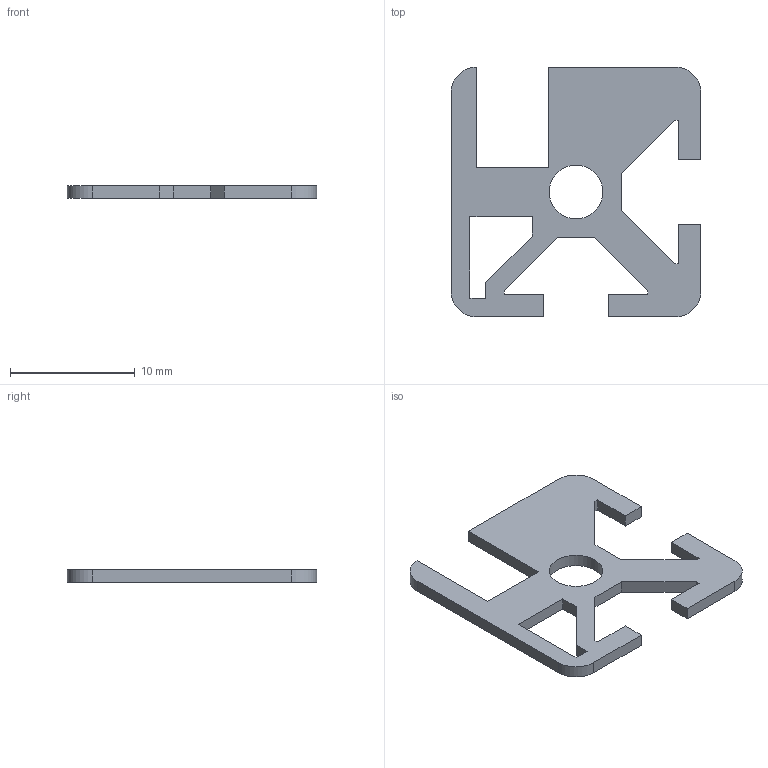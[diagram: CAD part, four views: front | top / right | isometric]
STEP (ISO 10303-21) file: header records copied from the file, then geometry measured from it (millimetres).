
FILE_DESCRIPTION((''),'2;1');
FILE_NAME('SP201_extern.ipt.step','2007-09-10T15:09:24',(''),(''),'Autodesk Inventor 11','Autodesk Inventor 11','');
FILE_SCHEMA(('AUTOMOTIVE_DESIGN { 1 0 10303 214 1 1 1 1 }'));
Length unit declared in the file: millimetre
Products named in the file (1): SP201_extern
Bounding box: 20 x 20 x 1 mm (x, y, z)
Volume: 227.5 mm3; surface area: 622.5 mm2
Topology: 1 solids, 1 shells, 40 faces, 115 edges, 77 vertices
Faces by surface type: plane 35, cylinder 4, bspline 1
Entity records: 1327 total; most frequent: CARTESIAN_POINT 247, ORIENTED_EDGE 226, DIRECTION 203, EDGE_CURVE 113, VECTOR 103, LINE 103, VERTEX_POINT 76, AXIS2_PLACEMENT_3D 50
